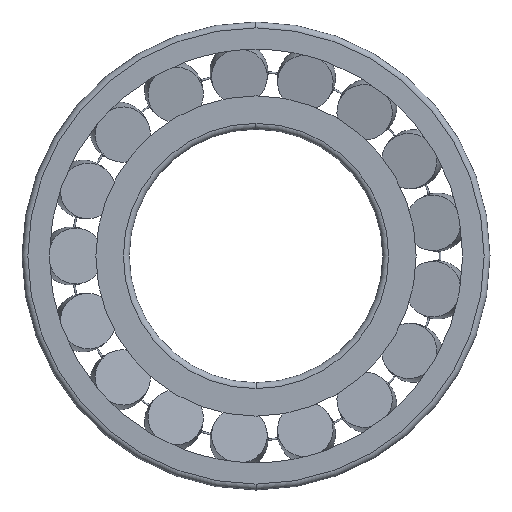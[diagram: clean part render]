
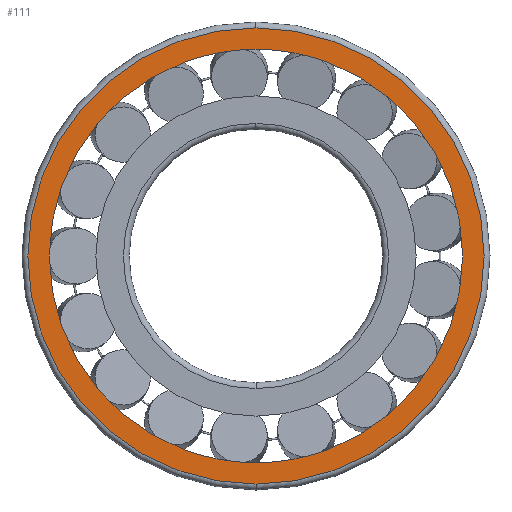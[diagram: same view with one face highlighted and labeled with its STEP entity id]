
A CAD part, left-side view. The second image highlights one B-rep face of the part: STEP entity #111.
In plain terms, the highlighted planar face has unit normal (-1, 0, 0).
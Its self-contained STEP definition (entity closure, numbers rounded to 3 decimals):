
#111=ADVANCED_FACE('',(#403,#404),#405,.T.);
#403=FACE_OUTER_BOUND('',#968,.T.);
#404=FACE_BOUND('',#969,.T.);
#405=PLANE('',#970);
#968=EDGE_LOOP('',(#1784,#1785,#1786));
#969=EDGE_LOOP('',(#1787,#1788,#1789));
#970=AXIS2_PLACEMENT_3D('',#1790,#1791,#1792);
#1784=ORIENTED_EDGE('',*,*,#3570,.F.);
#1785=ORIENTED_EDGE('',*,*,#3569,.F.);
#1786=ORIENTED_EDGE('',*,*,#3597,.F.);
#1787=ORIENTED_EDGE('',*,*,#3601,.T.);
#1788=ORIENTED_EDGE('',*,*,#3552,.T.);
#1789=ORIENTED_EDGE('',*,*,#3602,.T.);
#1790=CARTESIAN_POINT('',(0.0,55.745,0.0));
#1791=DIRECTION('',(-1.0,0.,0.0));
#1792=DIRECTION('',(0.,-1.0,0.0));
#3552=EDGE_CURVE('',#4246,#4243,#4247,.T.);
#3569=EDGE_CURVE('',#4277,#4280,#4281,.T.);
#3570=EDGE_CURVE('',#4280,#4282,#4283,.T.);
#3597=EDGE_CURVE('',#4282,#4277,#4320,.T.);
#3601=EDGE_CURVE('',#4325,#4246,#4326,.T.);
#3602=EDGE_CURVE('',#4243,#4325,#4327,.T.);
#4243=VERTEX_POINT('',#5388);
#4246=VERTEX_POINT('',#5391);
#4247=CIRCLE('',#5392,52.99);
#4277=VERTEX_POINT('',#5424);
#4280=VERTEX_POINT('',#5427);
#4281=CIRCLE('',#5428,58.5);
#4282=VERTEX_POINT('',#5429);
#4283=CIRCLE('',#5430,58.5);
#4320=CIRCLE('',#5543,58.5);
#4325=VERTEX_POINT('',#5548);
#4326=CIRCLE('',#5549,52.99);
#4327=CIRCLE('',#5550,52.99);
#5388=CARTESIAN_POINT('',(0.,0.,-52.99));
#5391=CARTESIAN_POINT('',(0.,0.,52.99));
#5392=AXIS2_PLACEMENT_3D('',#11100,#11101,#11102);
#5424=CARTESIAN_POINT('',(0.0,0.,-58.5));
#5427=CARTESIAN_POINT('',(0.0,58.5,0.0));
#5428=AXIS2_PLACEMENT_3D('',#11147,#11148,#11149);
#5429=CARTESIAN_POINT('',(0.0,0.,58.5));
#5430=AXIS2_PLACEMENT_3D('',#11150,#11151,#11152);
#5543=AXIS2_PLACEMENT_3D('',#11204,#11205,#11206);
#5548=CARTESIAN_POINT('',(0.,52.99,0.0));
#5549=AXIS2_PLACEMENT_3D('',#11216,#11217,#11218);
#5550=AXIS2_PLACEMENT_3D('',#11219,#11220,#11221);
#11100=CARTESIAN_POINT('',(0.,0.0,0.0));
#11101=DIRECTION('',(1.0,0.0,0.0));
#11102=DIRECTION('',(0.0,1.0,0.0));
#11147=CARTESIAN_POINT('',(0.0,0.0,0.0));
#11148=DIRECTION('',(1.0,0.0,0.0));
#11149=DIRECTION('',(0.0,1.0,0.0));
#11150=CARTESIAN_POINT('',(0.0,0.0,0.0));
#11151=DIRECTION('',(1.0,0.0,0.0));
#11152=DIRECTION('',(0.0,1.0,0.0));
#11204=CARTESIAN_POINT('',(0.0,0.0,0.0));
#11205=DIRECTION('',(1.0,0.0,0.0));
#11206=DIRECTION('',(0.0,1.0,0.0));
#11216=CARTESIAN_POINT('',(0.,0.0,0.0));
#11217=DIRECTION('',(1.0,0.0,0.0));
#11218=DIRECTION('',(0.0,1.0,0.0));
#11219=CARTESIAN_POINT('',(0.,0.0,0.0));
#11220=DIRECTION('',(1.0,0.0,0.0));
#11221=DIRECTION('',(0.0,1.0,0.0));
